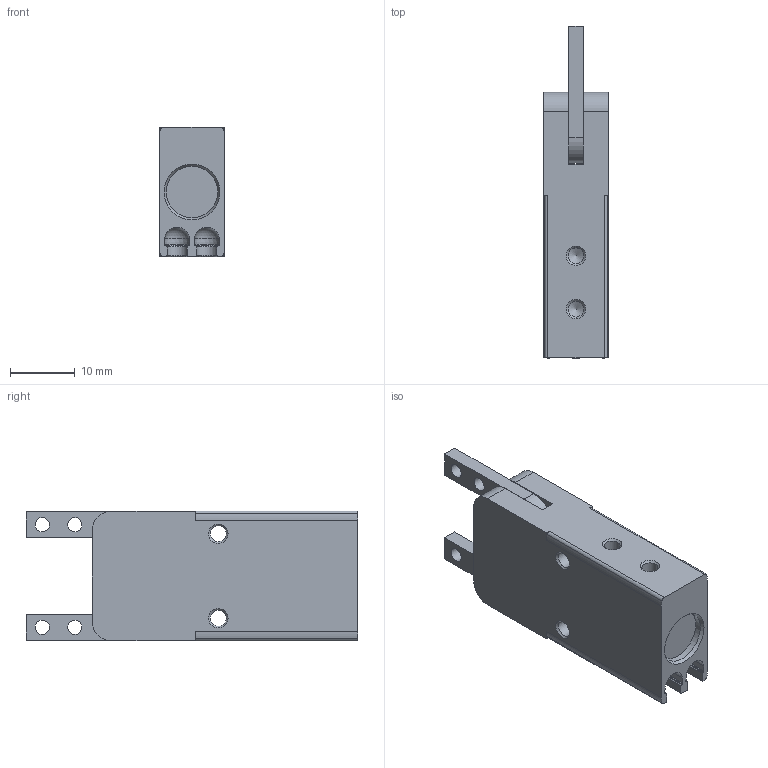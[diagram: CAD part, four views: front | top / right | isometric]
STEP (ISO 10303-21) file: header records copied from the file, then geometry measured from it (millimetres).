
FILE_DESCRIPTION(/* description */ ('STEP AP214'),/* implementation_level */ '2;1');
FILE_NAME(/* name */ '8125286_DHWC-6-A',/* time_stamp */ '2024-08-14T07:27:37+02:00',/* author */ ('License CC BY-ND 4.0'),/* organization */ ('CADENAS'),/* preprocessor_version */ 'ST-DEVELOPER v19.3',/* originating_system */ 'PARTsolutions',/* authorisation */ ' ');
FILE_SCHEMA (('AUTOMOTIVE_DESIGN {1 0 10303 214 3 1 1}'));
Length unit declared in the file: millimetre
Products named in the file (3): 8125286 DHWC-6-A---(0_high); 8125286 DHWC-6-A---(high_h); 8125286 DHWC-6-A---(high_J)
Assembly tree (3 placements, depth 2):
  8125286 DHWC-6-A---(0_high)
    8125286 DHWC-6-A---(high_h)
    8125286 DHWC-6-A---(high_J)  x2
Bounding box: 10 x 51.1 x 20 mm (x, y, z)
Volume: 7359.8 mm3; surface area: 4537.5 mm2
Topology: 3 solids, 3 shells, 125 faces, 329 edges, 211 vertices
Faces by surface type: cylinder 55, plane 51, cone 11, torus 6, sphere 2
Full cylindrical faces by diameter (mm): 2 x4, 2.2 x4, 2.459 x4, 8 x1
Entity records: 3326 total; most frequent: DIRECTION 595, CARTESIAN_POINT 551, ORIENTED_EDGE 520, EDGE_CURVE 260, AXIS2_PLACEMENT_3D 223, VERTEX_POINT 179, LINE 149, VECTOR 149
